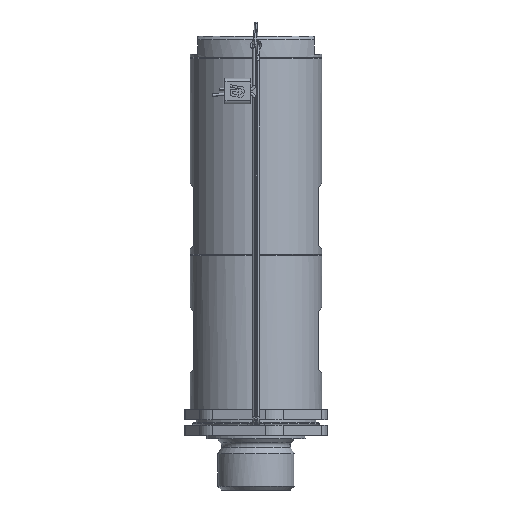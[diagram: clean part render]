
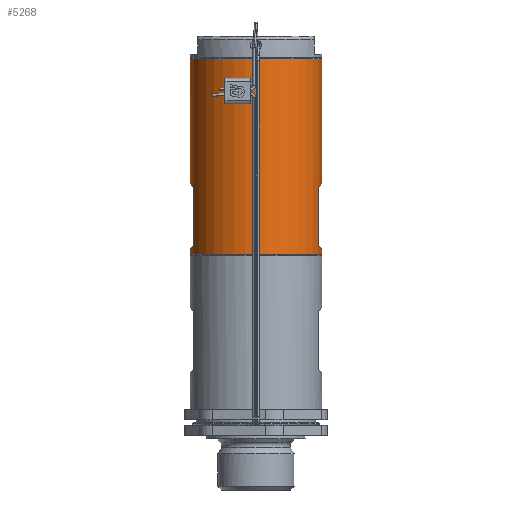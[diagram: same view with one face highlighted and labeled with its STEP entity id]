
A CAD part, front view. The second image highlights one B-rep face of the part: STEP entity #5268.
In plain terms, the highlighted cylindrical face has radius 18 mm (diameter 36 mm), a full revolution.
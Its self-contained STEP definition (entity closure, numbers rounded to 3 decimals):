
#5105=CARTESIAN_POINT('',(0.,-18.,75.72));
#5106=VERTEX_POINT('',#5105);
#5123=CARTESIAN_POINT('',(0.,18.,75.72));
#5124=VERTEX_POINT('',#5123);
#5125=CARTESIAN_POINT('',(0.,-0.,75.72));
#5126=DIRECTION('',(0.,-0.,-1.));
#5127=DIRECTION('',(-0.,-1.,0.));
#5128=AXIS2_PLACEMENT_3D('',#5125,#5126,#5127);
#5129=CIRCLE('',#5128,18.);
#5130=EDGE_CURVE('NONE',#5124,#5106,#5129,.T.);
#5132=CARTESIAN_POINT('',(0.,-0.,75.72));
#5133=DIRECTION('',(0.,-0.,-1.));
#5134=DIRECTION('',(-0.,-1.,0.));
#5135=AXIS2_PLACEMENT_3D('',#5132,#5133,#5134);
#5136=CIRCLE('',#5135,18.);
#5137=EDGE_CURVE('NONE',#5106,#5124,#5136,.T.);
#5147=CARTESIAN_POINT('',(0.,18.,22.12));
#5148=VERTEX_POINT('',#5147);
#5159=CARTESIAN_POINT('',(0.,-18.,22.12));
#5160=VERTEX_POINT('',#5159);
#5161=CARTESIAN_POINT('',(0.,-0.,22.12));
#5162=DIRECTION('',(-0.,0.,1.));
#5163=DIRECTION('',(0.,1.,-0.));
#5164=AXIS2_PLACEMENT_3D('',#5161,#5162,#5163);
#5165=CIRCLE('',#5164,18.);
#5166=EDGE_CURVE('NONE',#5160,#5148,#5165,.T.);
#5168=CARTESIAN_POINT('',(0.,-0.,22.12));
#5169=DIRECTION('',(-0.,0.,1.));
#5170=DIRECTION('',(0.,1.,-0.));
#5171=AXIS2_PLACEMENT_3D('',#5168,#5169,#5170);
#5172=CIRCLE('',#5171,18.);
#5173=EDGE_CURVE('NONE',#5148,#5160,#5172,.T.);
#5178=CARTESIAN_POINT('',(0.,-0.,14.52));
#5179=DIRECTION('',(0.,-0.,-1.));
#5180=DIRECTION('',(-0.,-1.,0.));
#5181=AXIS2_PLACEMENT_3D('',#5178,#5179,#5180);
#5182=CYLINDRICAL_SURFACE('',#5181,18.);
#5183=CARTESIAN_POINT('',(0.,-18.,22.12));
#5184=DIRECTION('',(-0.,0.,1.));
#5185=VECTOR('',#5184,53.6);
#5186=LINE('',#5183,#5185);
#5187=EDGE_CURVE('',#5160,#5106,#5186,.T.);
#5188=ORIENTED_EDGE('',*,*,#5187,.T.);
#5189=ORIENTED_EDGE('',*,*,#5137,.T.);
#5190=ORIENTED_EDGE('',*,*,#5130,.T.);
#5191=ORIENTED_EDGE('',*,*,#5187,.F.);
#5192=ORIENTED_EDGE('',*,*,#5166,.T.);
#5193=ORIENTED_EDGE('',*,*,#5173,.T.);
#5194=EDGE_LOOP('',(#5188,#5189,#5190,#5191,#5192,#5193));
#5195=FACE_BOUND('',#5194,.T.);
#5196=CARTESIAN_POINT('',(-17.,5.916,40.52));
#5197=VERTEX_POINT('',#5196);
#5198=CARTESIAN_POINT('',(-17.,5.916,24.52));
#5199=VERTEX_POINT('',#5198);
#5200=CARTESIAN_POINT('',(-17.,5.916,40.52));
#5201=DIRECTION('',(0.,-0.,-1.));
#5202=VECTOR('',#5201,16.);
#5203=LINE('',#5200,#5202);
#5204=EDGE_CURVE('NONE',#5197,#5199,#5203,.T.);
#5205=ORIENTED_EDGE('',*,*,#5204,.F.);
#5206=CARTESIAN_POINT('',(-17.,-5.916,40.52));
#5207=VERTEX_POINT('',#5206);
#5208=CARTESIAN_POINT('',(-17.,5.916,40.52));
#5209=CARTESIAN_POINT('',(-18.346,2.048,41.866));
#5210=CARTESIAN_POINT('',(-18.346,-2.048,41.866));
#5211=CARTESIAN_POINT('',(-17.,-5.916,40.52));
#5212=(BOUNDED_CURVE()
B_SPLINE_CURVE(3,(#5208,#5209,#5210,#5211),.UNSPECIFIED.,.F.,.F.)
B_SPLINE_CURVE_WITH_KNOTS((4,4),(2.807,3.476),.UNSPECIFIED.)
CURVE()
GEOMETRIC_REPRESENTATION_ITEM()
RATIONAL_B_SPLINE_CURVE((1.,0.963,0.963,1.))
REPRESENTATION_ITEM(''));
#5213=EDGE_CURVE('NONE',#5197,#5207,#5212,.T.);
#5214=ORIENTED_EDGE('',*,*,#5213,.T.);
#5215=CARTESIAN_POINT('',(-17.,-5.916,24.52));
#5216=VERTEX_POINT('',#5215);
#5217=CARTESIAN_POINT('',(-17.,-5.916,24.52));
#5218=DIRECTION('',(-0.,0.,1.));
#5219=VECTOR('',#5218,16.);
#5220=LINE('',#5217,#5219);
#5221=EDGE_CURVE('NONE',#5216,#5207,#5220,.T.);
#5222=ORIENTED_EDGE('',*,*,#5221,.F.);
#5223=CARTESIAN_POINT('',(-17.,-5.916,24.52));
#5224=CARTESIAN_POINT('',(-18.346,-2.048,23.174));
#5225=CARTESIAN_POINT('',(-18.346,2.048,23.174));
#5226=CARTESIAN_POINT('',(-17.,5.916,24.52));
#5227=(BOUNDED_CURVE()
B_SPLINE_CURVE(3,(#5223,#5224,#5225,#5226),.UNSPECIFIED.,.F.,.F.)
B_SPLINE_CURVE_WITH_KNOTS((4,4),(5.948,6.618),.UNSPECIFIED.)
CURVE()
GEOMETRIC_REPRESENTATION_ITEM()
RATIONAL_B_SPLINE_CURVE((1.,0.963,0.963,1.))
REPRESENTATION_ITEM(''));
#5228=EDGE_CURVE('NONE',#5216,#5199,#5227,.T.);
#5229=ORIENTED_EDGE('',*,*,#5228,.T.);
#5230=EDGE_LOOP('',(#5205,#5214,#5222,#5229));
#5231=FACE_BOUND('',#5230,.T.);
#5232=CARTESIAN_POINT('',(17.,-5.916,40.52));
#5233=VERTEX_POINT('',#5232);
#5234=CARTESIAN_POINT('',(17.,-5.916,24.52));
#5235=VERTEX_POINT('',#5234);
#5236=CARTESIAN_POINT('',(17.,-5.916,40.52));
#5237=DIRECTION('',(0.,-0.,-1.));
#5238=VECTOR('',#5237,16.);
#5239=LINE('',#5236,#5238);
#5240=EDGE_CURVE('NONE',#5233,#5235,#5239,.T.);
#5241=ORIENTED_EDGE('',*,*,#5240,.F.);
#5242=CARTESIAN_POINT('',(17.,5.916,40.52));
#5243=VERTEX_POINT('',#5242);
#5244=CARTESIAN_POINT('',(17.,-5.916,40.52));
#5245=CARTESIAN_POINT('',(18.346,-2.048,41.866));
#5246=CARTESIAN_POINT('',(18.346,2.048,41.866));
#5247=CARTESIAN_POINT('',(17.,5.916,40.52));
#5248=(BOUNDED_CURVE()
B_SPLINE_CURVE(3,(#5244,#5245,#5246,#5247),.UNSPECIFIED.,.F.,.F.)
B_SPLINE_CURVE_WITH_KNOTS((4,4),(2.807,3.476),.UNSPECIFIED.)
CURVE()
GEOMETRIC_REPRESENTATION_ITEM()
RATIONAL_B_SPLINE_CURVE((1.,0.963,0.963,1.))
REPRESENTATION_ITEM(''));
#5249=EDGE_CURVE('NONE',#5233,#5243,#5248,.T.);
#5250=ORIENTED_EDGE('',*,*,#5249,.T.);
#5251=CARTESIAN_POINT('',(17.,5.916,24.52));
#5252=VERTEX_POINT('',#5251);
#5253=CARTESIAN_POINT('',(17.,5.916,24.52));
#5254=DIRECTION('',(-0.,0.,1.));
#5255=VECTOR('',#5254,16.);
#5256=LINE('',#5253,#5255);
#5257=EDGE_CURVE('NONE',#5252,#5243,#5256,.T.);
#5258=ORIENTED_EDGE('',*,*,#5257,.F.);
#5259=CARTESIAN_POINT('',(17.,5.916,24.52));
#5260=CARTESIAN_POINT('',(18.346,2.048,23.174));
#5261=CARTESIAN_POINT('',(18.346,-2.048,23.174));
#5262=CARTESIAN_POINT('',(17.,-5.916,24.52));
#5263=(BOUNDED_CURVE()
B_SPLINE_CURVE(3,(#5259,#5260,#5261,#5262),.UNSPECIFIED.,.F.,.F.)
B_SPLINE_CURVE_WITH_KNOTS((4,4),(5.948,6.618),.UNSPECIFIED.)
CURVE()
GEOMETRIC_REPRESENTATION_ITEM()
RATIONAL_B_SPLINE_CURVE((1.,0.963,0.963,1.))
REPRESENTATION_ITEM(''));
#5264=EDGE_CURVE('NONE',#5252,#5235,#5263,.T.);
#5265=ORIENTED_EDGE('',*,*,#5264,.T.);
#5266=EDGE_LOOP('',(#5241,#5250,#5258,#5265));
#5267=FACE_BOUND('',#5266,.T.);
#5268=ADVANCED_FACE('NONE',(#5195,#5231,#5267),#5182,.T.);
